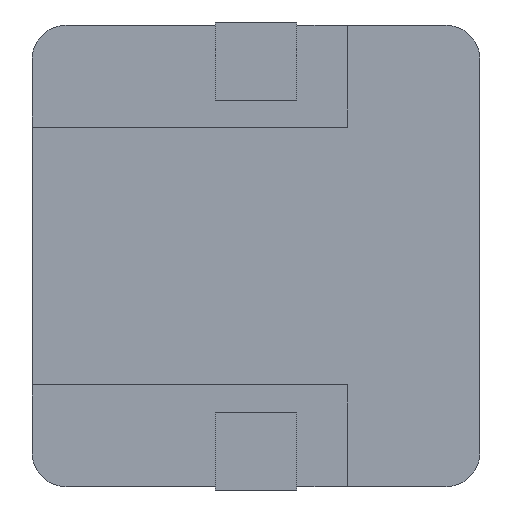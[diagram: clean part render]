
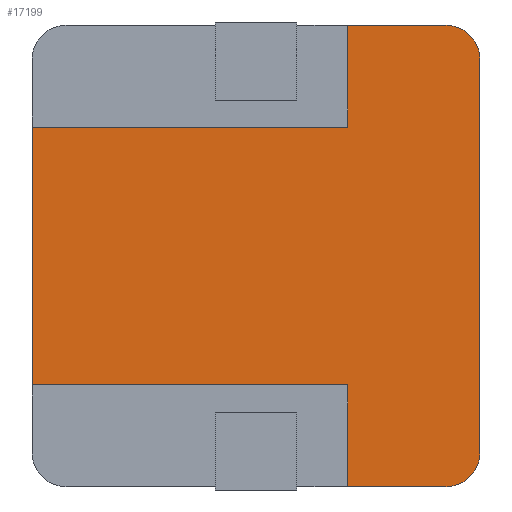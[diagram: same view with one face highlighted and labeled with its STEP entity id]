
A CAD part, front view. The second image highlights one B-rep face of the part: STEP entity #17199.
In plain terms, the highlighted planar face has unit normal (0, -1, 0).
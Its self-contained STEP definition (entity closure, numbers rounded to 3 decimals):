
#542 = ORIENTED_EDGE ( 'NONE', *, *, #7811, .F. ) ;
#1178 = CARTESIAN_POINT ( 'NONE',  ( -6.6, 0., -6.8 ) ) ;
#1801 = DIRECTION ( 'NONE',  ( 0., 1., 0. ) ) ;
#1932 = EDGE_CURVE ( 'NONE', #4022, #8532, #25952, .T. ) ;
#2254 = CARTESIAN_POINT ( 'NONE',  ( 5.6, 0., -6.8 ) ) ;
#2269 = VERTEX_POINT ( 'NONE', #2254 ) ;
#2808 = EDGE_CURVE ( 'NONE', #19226, #7287, #10869, .T. ) ;
#2882 = DIRECTION ( 'NONE',  ( 0., 0., 1. ) ) ;
#3097 = ORIENTED_EDGE ( 'NONE', *, *, #17083, .F. ) ;
#3902 = VECTOR ( 'NONE', #11404, 1000. ) ;
#4022 = VERTEX_POINT ( 'NONE', #18245 ) ;
#4177 = CARTESIAN_POINT ( 'NONE',  ( 2.7, 0., -3.8 ) ) ;
#4188 = VERTEX_POINT ( 'NONE', #24040 ) ;
#4740 = DIRECTION ( 'NONE',  ( 0., 1., 0. ) ) ;
#4769 = CARTESIAN_POINT ( 'NONE',  ( 6.6, 0., -5.8 ) ) ;
#4933 = AXIS2_PLACEMENT_3D ( 'NONE', #23767, #1801, #17682 ) ;
#5090 = LINE ( 'NONE', #1178, #19623 ) ;
#5163 = AXIS2_PLACEMENT_3D ( 'NONE', #14664, #12674, #18968 ) ;
#5429 = EDGE_CURVE ( 'NONE', #6086, #2269, #5090, .T. ) ;
#5443 = CARTESIAN_POINT ( 'NONE',  ( -6.6, 0., 3.8 ) ) ;
#6086 = VERTEX_POINT ( 'NONE', #22891 ) ;
#6482 = AXIS2_PLACEMENT_3D ( 'NONE', #16841, #4740, #24631 ) ;
#7287 = VERTEX_POINT ( 'NONE', #20357 ) ;
#7811 = EDGE_CURVE ( 'NONE', #19226, #4188, #24619, .T. ) ;
#7911 = CARTESIAN_POINT ( 'NONE',  ( -6.6, 0., -6.8 ) ) ;
#8073 = ORIENTED_EDGE ( 'NONE', *, *, #20253, .F. ) ;
#8532 = VERTEX_POINT ( 'NONE', #13657 ) ;
#8599 = VECTOR ( 'NONE', #9666, 1000. ) ;
#8647 = LINE ( 'NONE', #10763, #22595 ) ;
#9060 = EDGE_LOOP ( 'NONE', ( #23870, #19624, #542, #18250, #18592, #3097, #24552, #19382, #8073, #15900 ) ) ;
#9666 = DIRECTION ( 'NONE',  ( -1., 0., 0. ) ) ;
#10324 = LINE ( 'NONE', #26282, #12107 ) ;
#10484 = CARTESIAN_POINT ( 'NONE',  ( 2.7, 0., 3.8 ) ) ;
#10542 = VECTOR ( 'NONE', #2882, 1000. ) ;
#10763 = CARTESIAN_POINT ( 'NONE',  ( 6.6, 0., -6.8 ) ) ;
#10869 = LINE ( 'NONE', #23229, #13173 ) ;
#11404 = DIRECTION ( 'NONE',  ( 1., 0., 0. ) ) ;
#11658 = LINE ( 'NONE', #19798, #8599 ) ;
#11692 = EDGE_CURVE ( 'NONE', #20991, #2269, #13821, .T. ) ;
#12107 = VECTOR ( 'NONE', #14440, 1000. ) ;
#12674 = DIRECTION ( 'NONE',  ( 0., 1., 0. ) ) ;
#12872 = LINE ( 'NONE', #18885, #10542 ) ;
#12906 = EDGE_CURVE ( 'NONE', #20991, #4188, #8647, .T. ) ;
#13173 = VECTOR ( 'NONE', #16731, 1000. ) ;
#13489 = CARTESIAN_POINT ( 'NONE',  ( 5.6, 0., 6.8 ) ) ;
#13657 = CARTESIAN_POINT ( 'NONE',  ( -6.6, 0., -3.8 ) ) ;
#13821 = CIRCLE ( 'NONE', #4933, 1. ) ;
#14440 = DIRECTION ( 'NONE',  ( 0., 0., 1. ) ) ;
#14627 = EDGE_CURVE ( 'NONE', #24386, #7287, #12872, .T. ) ;
#14664 = CARTESIAN_POINT ( 'NONE',  ( 5.6, 0., 5.8 ) ) ;
#15900 = ORIENTED_EDGE ( 'NONE', *, *, #5429, .T. ) ;
#16731 = DIRECTION ( 'NONE',  ( -1., 0., 0. ) ) ;
#16841 = CARTESIAN_POINT ( 'NONE',  ( -6.6, 0., 6.8 ) ) ;
#17083 = EDGE_CURVE ( 'NONE', #4022, #24386, #23365, .T. ) ;
#17199 = ADVANCED_FACE ( 'NONE', ( #26256 ), #22923, .F. ) ;
#17682 = DIRECTION ( 'NONE',  ( 0., 0., -1. ) ) ;
#18245 = CARTESIAN_POINT ( 'NONE',  ( -6.6, 0., 3.8 ) ) ;
#18250 = ORIENTED_EDGE ( 'NONE', *, *, #2808, .T. ) ;
#18592 = ORIENTED_EDGE ( 'NONE', *, *, #14627, .F. ) ;
#18885 = CARTESIAN_POINT ( 'NONE',  ( 2.7, 0., 6.8 ) ) ;
#18922 = DIRECTION ( 'NONE',  ( 0., 0., 1. ) ) ;
#18968 = DIRECTION ( 'NONE',  ( 0., 0., -1. ) ) ;
#19226 = VERTEX_POINT ( 'NONE', #13489 ) ;
#19382 = ORIENTED_EDGE ( 'NONE', *, *, #21517, .F. ) ;
#19454 = DIRECTION ( 'NONE',  ( 1., 0., 0. ) ) ;
#19623 = VECTOR ( 'NONE', #19454, 1000. ) ;
#19624 = ORIENTED_EDGE ( 'NONE', *, *, #12906, .T. ) ;
#19798 = CARTESIAN_POINT ( 'NONE',  ( -6.6, 0., -3.8 ) ) ;
#20253 = EDGE_CURVE ( 'NONE', #6086, #22631, #10324, .T. ) ;
#20357 = CARTESIAN_POINT ( 'NONE',  ( 2.7, 0., 6.8 ) ) ;
#20991 = VERTEX_POINT ( 'NONE', #4769 ) ;
#21517 = EDGE_CURVE ( 'NONE', #22631, #8532, #11658, .T. ) ;
#21710 = DIRECTION ( 'NONE',  ( 0., 0., -1. ) ) ;
#22595 = VECTOR ( 'NONE', #18922, 1000. ) ;
#22631 = VERTEX_POINT ( 'NONE', #4177 ) ;
#22891 = CARTESIAN_POINT ( 'NONE',  ( 2.7, 0., -6.8 ) ) ;
#22923 = PLANE ( 'NONE',  #6482 ) ;
#23229 = CARTESIAN_POINT ( 'NONE',  ( -6.6, 0., 6.8 ) ) ;
#23365 = LINE ( 'NONE', #5443, #3902 ) ;
#23724 = VECTOR ( 'NONE', #21710, 1000. ) ;
#23767 = CARTESIAN_POINT ( 'NONE',  ( 5.6, 0., -5.8 ) ) ;
#23870 = ORIENTED_EDGE ( 'NONE', *, *, #11692, .F. ) ;
#24040 = CARTESIAN_POINT ( 'NONE',  ( 6.6, 0., 5.8 ) ) ;
#24386 = VERTEX_POINT ( 'NONE', #10484 ) ;
#24552 = ORIENTED_EDGE ( 'NONE', *, *, #1932, .T. ) ;
#24619 = CIRCLE ( 'NONE', #5163, 1. ) ;
#24631 = DIRECTION ( 'NONE',  ( 0., 0., 1. ) ) ;
#25952 = LINE ( 'NONE', #7911, #23724 ) ;
#26256 = FACE_OUTER_BOUND ( 'NONE', #9060, .T. ) ;
#26282 = CARTESIAN_POINT ( 'NONE',  ( 2.7, 0., 6.8 ) ) ;
